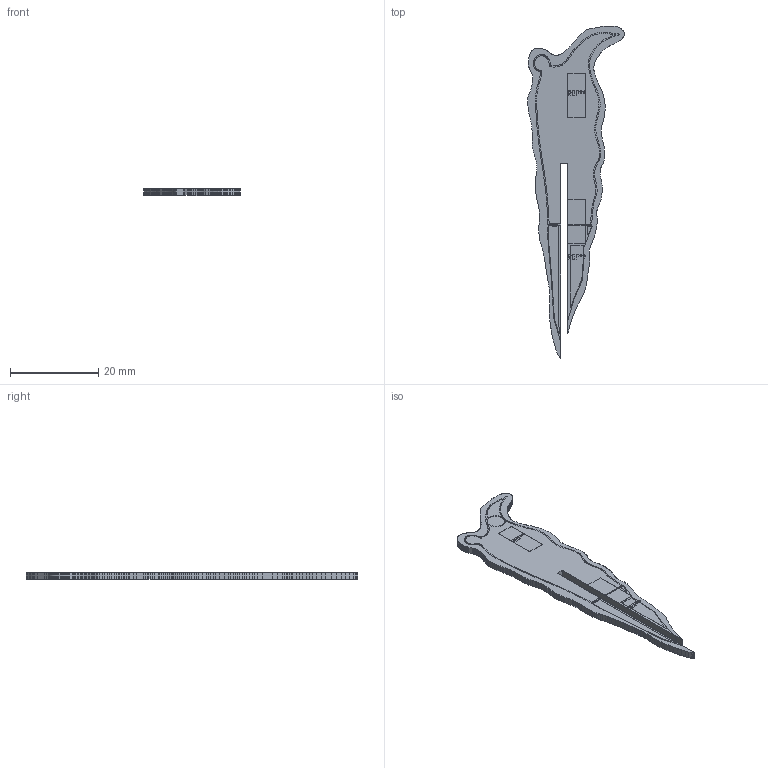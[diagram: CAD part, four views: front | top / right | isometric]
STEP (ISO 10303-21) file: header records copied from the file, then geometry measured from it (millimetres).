
FILE_DESCRIPTION(('KiCad electronic assembly'),'2;1');
FILE_NAME('BugBackbone.step','2025-04-24T23:17:31',('Pcbnew'),('Kicad'), 'Open CASCADE STEP processor 7.6','KiCad to STEP converter','Unknown' );
FILE_SCHEMA(('AUTOMOTIVE_DESIGN { 1 0 10303 214 1 1 1 1 }'));
Length unit declared in the file: millimetre
Products named in the file (7): BugBackbone 1; BugBackbone_copper; BugBackbone_pad; BugBackbone_via; BugBackbone_silkscreen; BugBackbone_soldermask; BugBackbone_PCB
Assembly tree (6 placements, depth 2):
  BugBackbone 1
    BugBackbone_copper
    BugBackbone_pad
    BugBackbone_via
    BugBackbone_silkscreen
    BugBackbone_soldermask
    BugBackbone_PCB
Bounding box: 21.99 x 75.3 x 1.64 mm (x, y, z)
Volume: 1214.6 mm3; surface area: 3840 mm2
Topology: 9 solids, 22 shells, 493 faces, 2650 edges, 2188 vertices
Faces by surface type: plane 477, cylinder 16
Full cylindrical faces by diameter (mm): 3.95 x1, 4 x4, 4.5 x2
Entity records: 26196 total; most frequent: CARTESIAN_POINT 5338, ORIENTED_EDGE 4036, DIRECTION 3859, EDGE_CURVE 2650, LINE 2441, VECTOR 2441, VERTEX_POINT 2188, AXIS2_PLACEMENT_3D 709
